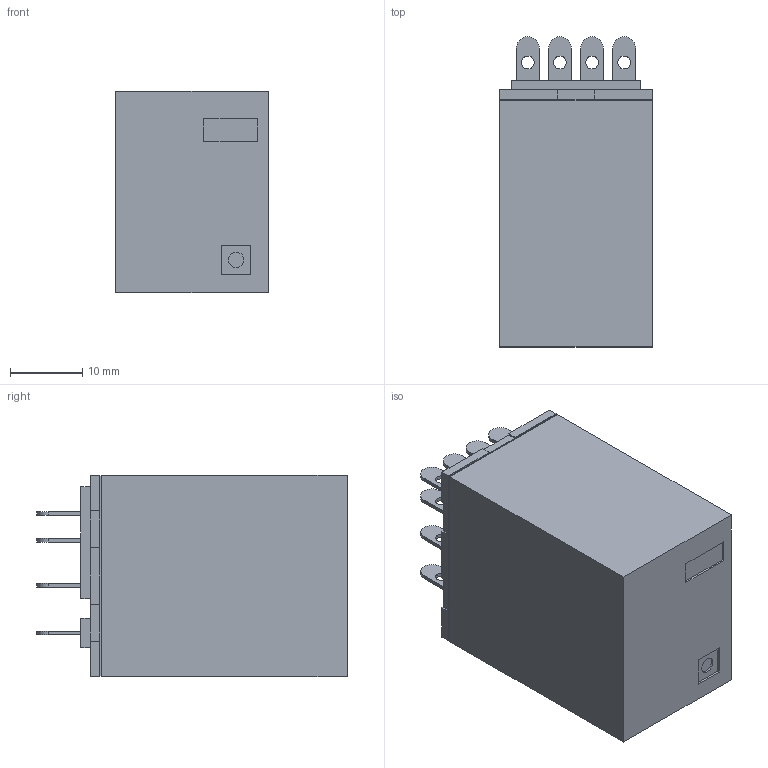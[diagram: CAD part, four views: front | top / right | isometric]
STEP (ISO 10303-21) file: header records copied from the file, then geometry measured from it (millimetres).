
FILE_DESCRIPTION(('starvars output'),'2;1');
FILE_NAME('cv20190909163748000114206.stp','16:37:48 2019/09/09',( 'Thomas Industrial Network Germany GmbH'),( 'Thomas Industrial Network Germany GmbH'),'unknown preprocess','ACIS' ,'unknown authorization');
FILE_SCHEMA(('AUTOMOTIVE_DESIGN_CC2 {UNKNOWN IMPLEMENTATION LEVEL}'));
Length unit declared in the file: millimetre
Products named in the file (1): PRODUCT_ID_1
Bounding box: 21.08 x 42.93 x 27.94 mm (x, y, z)
Volume: 21448.1 mm3; surface area: 5421.9 mm2
Topology: 1 solids, 1 shells, 201 faces, 516 edges, 340 vertices
Faces by surface type: plane 143, cylinder 58
Entity records: 7195 total; most frequent: ORIENTED_EDGE 1032, CARTESIAN_POINT 927, DIRECTION 802, EDGE_CURVE 516, VECTOR 372, LINE 372, VERTEX_POINT 340, EDGE_LOOP 252
